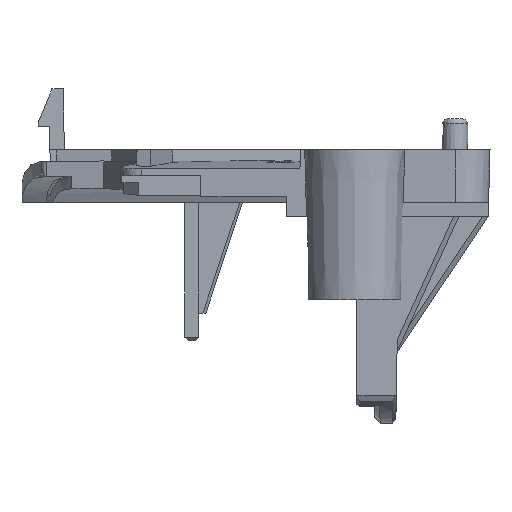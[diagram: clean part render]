
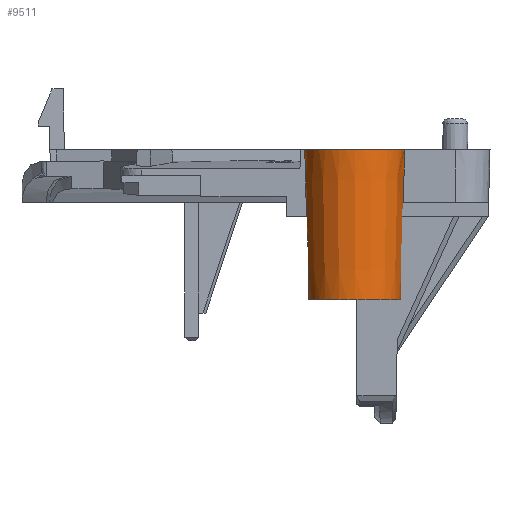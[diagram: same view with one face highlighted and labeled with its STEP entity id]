
A CAD part, left-side view. The second image highlights one B-rep face of the part: STEP entity #9511.
In plain terms, the highlighted conical face has half-angle 1.5 degrees and reference radius 3.327 mm.
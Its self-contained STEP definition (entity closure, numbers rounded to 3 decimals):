
#91=CONICAL_SURFACE('',#10177,3.327,0.026);
#381=CIRCLE('',#10178,3.611);
#382=CIRCLE('',#10179,3.485);
#383=CIRCLE('',#10180,3.512);
#384=CIRCLE('',#10181,3.611);
#385=CIRCLE('',#10182,3.327);
#597=B_SPLINE_CURVE_WITH_KNOTS('',2,(#17153,#17154,#17155),
 .UNSPECIFIED.,.F.,.F.,(3,3),(2.604,2.694),
 .UNSPECIFIED.);
#961=FACE_OUTER_BOUND('',#1469,.T.);
#1469=EDGE_LOOP('',(#7685,#7686,#7687,#7688,#7689,#7690,#7691,#7692,#7693,
#7694));
#2329=LINE('',#17146,#3288);
#2330=LINE('',#17159,#3289);
#2331=LINE('',#17162,#3290);
#3288=VECTOR('',#11996,10.);
#3289=VECTOR('',#12005,10.);
#3290=VECTOR('',#12008,3.327);
#4283=VERTEX_POINT('',#17142);
#4284=VERTEX_POINT('',#17144);
#4285=VERTEX_POINT('',#17148);
#4286=VERTEX_POINT('',#17150);
#4287=VERTEX_POINT('',#17152);
#4288=VERTEX_POINT('',#17156);
#4289=VERTEX_POINT('',#17158);
#4290=VERTEX_POINT('',#17161);
#5533=EDGE_CURVE('',#4283,#4284,#2329,.F.);
#5534=EDGE_CURVE('',#4283,#4285,#381,.F.);
#5535=EDGE_CURVE('',#4284,#4286,#382,.F.);
#5536=EDGE_CURVE('',#4286,#4287,#597,.F.);
#5537=EDGE_CURVE('',#4288,#4287,#383,.F.);
#5538=EDGE_CURVE('',#4289,#4288,#2330,.T.);
#5539=EDGE_CURVE('',#4285,#4289,#384,.F.);
#5540=EDGE_CURVE('',#4285,#4290,#2331,.T.);
#5541=EDGE_CURVE('',#4290,#4290,#385,.T.);
#7685=ORIENTED_EDGE('',*,*,#5534,.F.);
#7686=ORIENTED_EDGE('',*,*,#5533,.T.);
#7687=ORIENTED_EDGE('',*,*,#5535,.T.);
#7688=ORIENTED_EDGE('',*,*,#5536,.T.);
#7689=ORIENTED_EDGE('',*,*,#5537,.F.);
#7690=ORIENTED_EDGE('',*,*,#5538,.F.);
#7691=ORIENTED_EDGE('',*,*,#5539,.F.);
#7692=ORIENTED_EDGE('',*,*,#5540,.T.);
#7693=ORIENTED_EDGE('',*,*,#5541,.F.);
#7694=ORIENTED_EDGE('',*,*,#5540,.F.);
#9511=ADVANCED_FACE('',(#961),#91,.T.);
#10177=AXIS2_PLACEMENT_3D('',#17147,#11997,#11998);
#10178=AXIS2_PLACEMENT_3D('',#17149,#11999,#12000);
#10179=AXIS2_PLACEMENT_3D('',#17151,#12001,#12002);
#10180=AXIS2_PLACEMENT_3D('',#17157,#12003,#12004);
#10181=AXIS2_PLACEMENT_3D('',#17160,#12006,#12007);
#10182=AXIS2_PLACEMENT_3D('',#17163,#12009,#12010);
#11996=DIRECTION('',(0.,0.026,1.));
#11997=DIRECTION('center_axis',(0.,0.,1.));
#11998=DIRECTION('ref_axis',(1.,0.,0.));
#11999=DIRECTION('center_axis',(0.,0.,-1.));
#12000=DIRECTION('ref_axis',(1.,0.,0.));
#12001=DIRECTION('center_axis',(0.,0.,1.));
#12002=DIRECTION('ref_axis',(1.,0.,0.));
#12003=DIRECTION('center_axis',(0.,0.,-1.));
#12004=DIRECTION('ref_axis',(1.,0.,0.));
#12005=DIRECTION('',(0.,0.026,-1.));
#12006=DIRECTION('center_axis',(0.,0.,-1.));
#12007=DIRECTION('ref_axis',(1.,0.,0.));
#12008=DIRECTION('',(0.026,0.,-1.));
#12009=DIRECTION('center_axis',(0.,0.,-1.));
#12010=DIRECTION('ref_axis',(1.,0.,0.));
#17142=CARTESIAN_POINT('',(-59.405,9.861,-0.82));
#17144=CARTESIAN_POINT('',(-59.406,9.735,-5.62));
#17146=CARTESIAN_POINT('',(-59.406,9.735,-5.62));
#17147=CARTESIAN_POINT('Origin',(-59.46,6.25,-11.67));
#17148=CARTESIAN_POINT('',(-63.071,6.25,-0.82));
#17149=CARTESIAN_POINT('Origin',(-59.46,6.25,-0.82));
#17150=CARTESIAN_POINT('',(-56.018,6.8,-5.62));
#17151=CARTESIAN_POINT('Origin',(-59.46,6.25,-5.62));
#17152=CARTESIAN_POINT('',(-55.988,6.774,-4.62));
#17153=CARTESIAN_POINT('Ctrl Pts',(-55.988,6.774,-4.62));
#17154=CARTESIAN_POINT('Ctrl Pts',(-56.003,6.787,-5.122));
#17155=CARTESIAN_POINT('Ctrl Pts',(-56.018,6.8,-5.62));
#17156=CARTESIAN_POINT('',(-59.46,2.738,-4.62));
#17157=CARTESIAN_POINT('Origin',(-59.46,6.25,-4.62));
#17158=CARTESIAN_POINT('',(-59.46,2.639,-0.82));
#17159=CARTESIAN_POINT('',(-59.46,2.923,-11.67));
#17160=CARTESIAN_POINT('Origin',(-59.46,6.25,-0.82));
#17161=CARTESIAN_POINT('',(-62.787,6.25,-11.67));
#17162=CARTESIAN_POINT('',(-62.787,6.25,-11.67));
#17163=CARTESIAN_POINT('Origin',(-59.46,6.25,-11.67));
